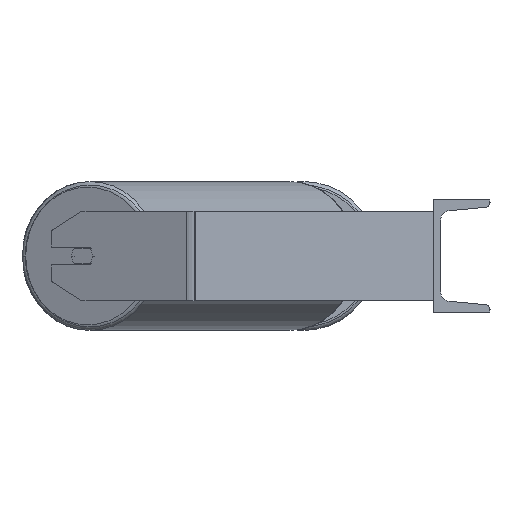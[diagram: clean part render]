
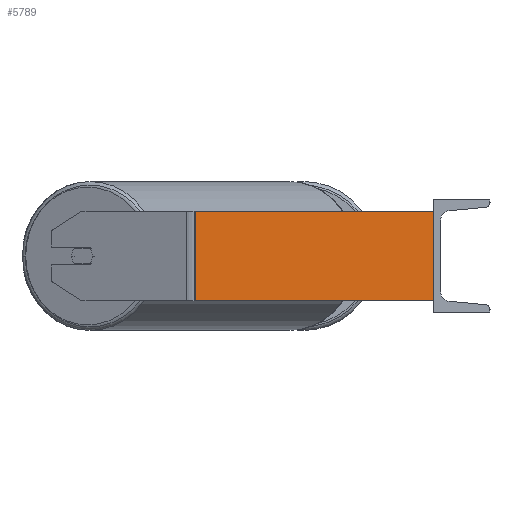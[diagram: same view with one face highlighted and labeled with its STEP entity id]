
A CAD part, left-side view. The second image highlights one B-rep face of the part: STEP entity #5789.
In plain terms, the highlighted planar face has unit normal (-0.996, -0.087, 0).
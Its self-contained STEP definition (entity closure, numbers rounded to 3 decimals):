
#325 = FACE_OUTER_BOUND ( 'NONE', #5022, .T. ) ;
#407 = LINE ( 'NONE', #450, #8332 ) ;
#450 = CARTESIAN_POINT ( 'NONE',  ( -685., 0., 40. ) ) ;
#840 = VECTOR ( 'NONE', #8015, 1000. ) ;
#1429 = AXIS2_PLACEMENT_3D ( 'NONE', #7402, #3222, #3818 ) ;
#1793 = CARTESIAN_POINT ( 'NONE',  ( -685., 0., -40. ) ) ;
#1924 = ORIENTED_EDGE ( 'NONE', *, *, #8323, .T. ) ;
#2043 = VECTOR ( 'NONE', #3630, 1000. ) ;
#2562 = CARTESIAN_POINT ( 'NONE',  ( -685., 0., 40. ) ) ;
#2597 = DIRECTION ( 'NONE',  ( 0., 0., -1. ) ) ;
#2729 = VERTEX_POINT ( 'NONE', #5881 ) ;
#3171 = PLANE ( 'NONE',  #1429 ) ;
#3222 = DIRECTION ( 'NONE',  ( 0.996, 0.087, 0. ) ) ;
#3302 = EDGE_CURVE ( 'NONE', #8842, #8831, #407, .T. ) ;
#3630 = DIRECTION ( 'NONE',  ( 0.087, -0.996, 0. ) ) ;
#3770 = ORIENTED_EDGE ( 'NONE', *, *, #3302, .F. ) ;
#3818 = DIRECTION ( 'NONE',  ( -0.087, 0.996, 0. ) ) ;
#5022 = EDGE_LOOP ( 'NONE', ( #6746, #3770, #5633, #1924 ) ) ;
#5341 = CARTESIAN_POINT ( 'NONE',  ( -703.98, 216.943, -40. ) ) ;
#5633 = ORIENTED_EDGE ( 'NONE', *, *, #9039, .F. ) ;
#5660 = LINE ( 'NONE', #5341, #840 ) ;
#5789 = ADVANCED_FACE ( 'NONE', ( #325 ), #3171, .F. ) ;
#5847 = CARTESIAN_POINT ( 'NONE',  ( -703.98, 216.943, 40. ) ) ;
#5881 = CARTESIAN_POINT ( 'NONE',  ( -703.606, 212.673, -40. ) ) ;
#5886 = LINE ( 'NONE', #6190, #8952 ) ;
#6190 = CARTESIAN_POINT ( 'NONE',  ( -703.606, 212.673, 40. ) ) ;
#6499 = LINE ( 'NONE', #5847, #2043 ) ;
#6746 = ORIENTED_EDGE ( 'NONE', *, *, #6962, .T. ) ;
#6962 = EDGE_CURVE ( 'NONE', #2729, #8831, #5660, .T. ) ;
#7401 = DIRECTION ( 'NONE',  ( 0., 0., -1. ) ) ;
#7402 = CARTESIAN_POINT ( 'NONE',  ( -703.98, 216.943, 40. ) ) ;
#8015 = DIRECTION ( 'NONE',  ( 0.087, -0.996, 0. ) ) ;
#8250 = CARTESIAN_POINT ( 'NONE',  ( -703.606, 212.673, 40. ) ) ;
#8323 = EDGE_CURVE ( 'NONE', #8763, #2729, #5886, .T. ) ;
#8332 = VECTOR ( 'NONE', #2597, 1000. ) ;
#8763 = VERTEX_POINT ( 'NONE', #8250 ) ;
#8831 = VERTEX_POINT ( 'NONE', #1793 ) ;
#8842 = VERTEX_POINT ( 'NONE', #2562 ) ;
#8952 = VECTOR ( 'NONE', #7401, 1000. ) ;
#9039 = EDGE_CURVE ( 'NONE', #8763, #8842, #6499, .T. ) ;
